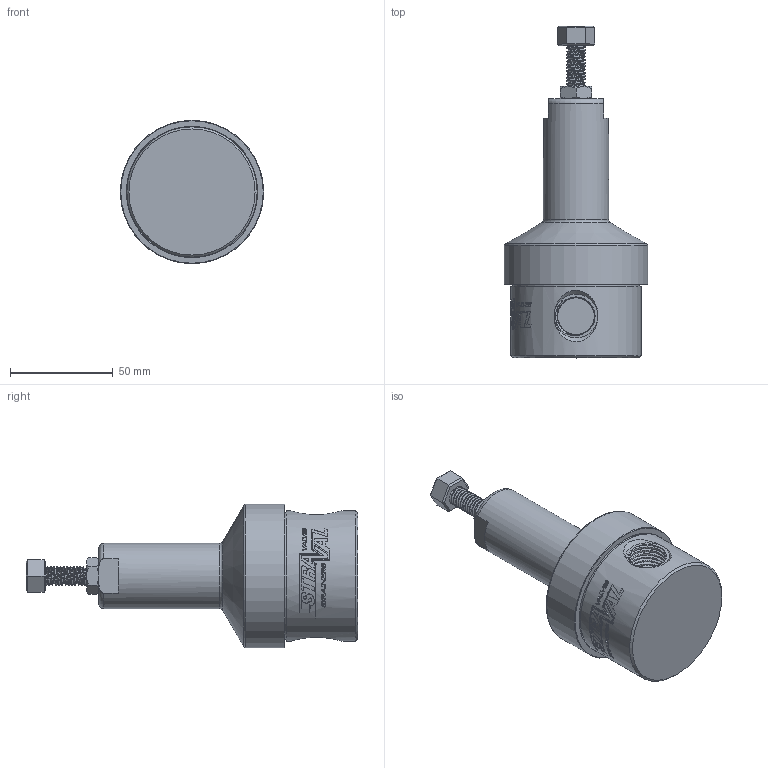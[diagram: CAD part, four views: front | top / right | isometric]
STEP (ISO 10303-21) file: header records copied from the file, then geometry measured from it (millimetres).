
FILE_DESCRIPTION (( 'STEP AP214' ), '1' );
FILE_NAME ('RVI20-05T-(0.3-50).STEP', '2025-09-04T16:31:26', ( '' ), ( '' ), 'SwSTEP 2.0', 'SolidWorks 2018', '' );
FILE_SCHEMA (( 'AUTOMOTIVE_DESIGN' ));
Length unit declared in the file: inch
Products named in the file (2): RVI20-05T-(0.3-50)
Bounding box: 69.87 x 161.66 x 69.87 mm (x, y, z)
Volume: 253604.5 mm3; surface area: 31613.4 mm2
Topology: 2 solids, 2 shells, 315 faces, 789 edges, 513 vertices
Faces by surface type: plane 141, bspline 111, cylinder 37, cone 22, torus 4
Full cylindrical faces by diameter (mm): 1.6 x1, 9.023 x1, 10.312 x1, 31.774 x1, 61.392 x1, 61.796 x1, 63.5 x1, 69.874 x1
Entity records: 31918 total; most frequent: CARTESIAN_POINT 22651, ORIENTED_EDGE 1526, DIRECTION 949, EDGE_CURVE 763, VERTEX_POINT 506, B_SPLINE_CURVE_WITH_KNOTS 432, AXIS2_PLACEMENT_3D 427, EDGE_LOOP 371
